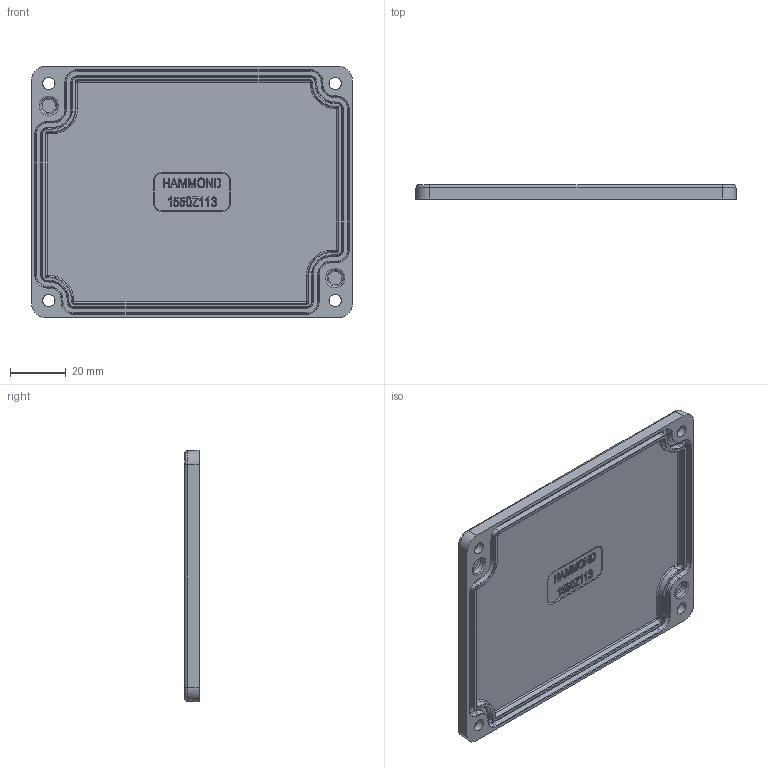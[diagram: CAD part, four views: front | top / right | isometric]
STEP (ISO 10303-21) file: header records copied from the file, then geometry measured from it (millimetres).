
FILE_DESCRIPTION(('FreeCAD Model'),'2;1');
FILE_NAME('ENCLOSURE_1550Z113_LID.step','2020-12-21T17:45:51',('Author'),(''), 'Open CASCADE STEP processor 7.5','FreeCAD','Unknown');
FILE_SCHEMA(('AUTOMOTIVE_DESIGN { 1 0 10303 214 1 1 1 1 }'));
Length unit declared in the file: millimetre
Products named in the file (1): 1550Z113 LID v1
Bounding box: 115.4 x 5.2 x 90.4 mm (x, y, z)
Volume: 29657.2 mm3; surface area: 25384.1 mm2
Topology: 1 solids, 1 shells, 467 faces, 1164 edges, 724 vertices
Faces by surface type: plane 178, cylinder 84, bspline 79, torus 76, cone 50
Entity records: 18052 total; most frequent: CARTESIAN_POINT 7209, ORIENTED_EDGE 2328, DIRECTION 2138, EDGE_CURVE 1164, AXIS2_PLACEMENT_3D 753, VERTEX_POINT 724, LINE 632, VECTOR 632
